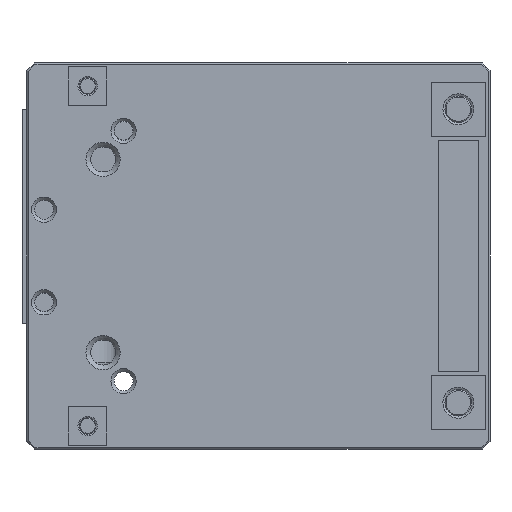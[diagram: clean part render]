
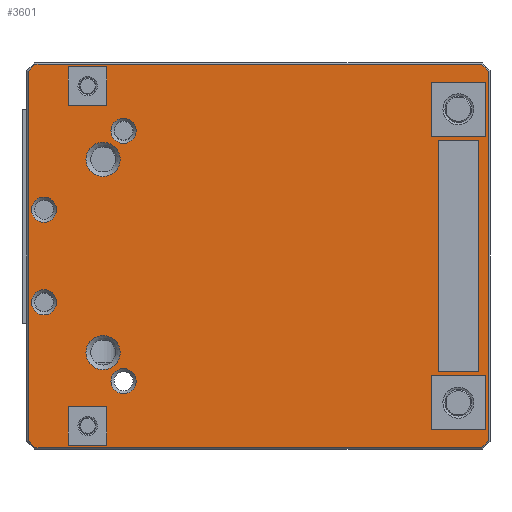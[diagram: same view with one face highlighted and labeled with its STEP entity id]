
A CAD part, left-side view. The second image highlights one B-rep face of the part: STEP entity #3601.
In plain terms, the highlighted planar face has unit normal (-1, 0, 0).
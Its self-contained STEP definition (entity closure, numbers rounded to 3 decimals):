
#259=LINE('',#5764,#487);
#263=LINE('',#5773,#491);
#264=LINE('',#5777,#492);
#268=LINE('',#5786,#496);
#272=LINE('',#5793,#500);
#299=LINE('',#5949,#527);
#303=LINE('',#5957,#531);
#306=LINE('',#5961,#534);
#307=LINE('',#5964,#535);
#309=LINE('',#5968,#537);
#311=LINE('',#5971,#539);
#312=LINE('',#5973,#540);
#487=VECTOR('',#4623,5.2);
#491=VECTOR('',#4629,5.2);
#492=VECTOR('',#4632,57.834);
#496=VECTOR('',#4638,57.834);
#500=VECTOR('',#4644,30.);
#527=VECTOR('',#4821,1.249);
#531=VECTOR('',#4827,1.249);
#534=VECTOR('',#4832,47.834);
#535=VECTOR('',#4835,1.249);
#537=VECTOR('',#4839,1.249);
#539=VECTOR('',#4843,47.834);
#540=VECTOR('',#4846,30.);
#694=PLANE('',#3953);
#818=FACE_BOUND('',#1375,.T.);
#819=FACE_BOUND('',#1376,.T.);
#820=FACE_BOUND('',#1377,.T.);
#821=FACE_BOUND('',#1378,.T.);
#822=FACE_BOUND('',#1379,.T.);
#823=FACE_BOUND('',#1380,.T.);
#824=FACE_BOUND('',#1381,.T.);
#825=FACE_BOUND('',#1382,.T.);
#826=FACE_BOUND('',#1383,.T.);
#827=FACE_BOUND('',#1384,.T.);
#828=FACE_BOUND('',#1385,.T.);
#1040=FACE_OUTER_BOUND('',#1374,.T.);
#1374=EDGE_LOOP('',(#2983,#2984,#2985,#2986,#2987,#2988,#2989,#2990));
#1375=EDGE_LOOP('',(#2991));
#1376=EDGE_LOOP('',(#2992));
#1377=EDGE_LOOP('',(#2993));
#1378=EDGE_LOOP('',(#2994));
#1379=EDGE_LOOP('',(#2995));
#1380=EDGE_LOOP('',(#2996));
#1381=EDGE_LOOP('',(#2997));
#1382=EDGE_LOOP('',(#2998));
#1383=EDGE_LOOP('',(#2999));
#1384=EDGE_LOOP('',(#3000));
#1385=EDGE_LOOP('',(#3001,#3002,#3003,#3004));
#1522=CIRCLE('',#3874,2.221);
#1526=CIRCLE('',#3883,2.221);
#1534=CIRCLE('',#3898,1.629);
#1535=CIRCLE('',#3900,1.629);
#1536=CIRCLE('',#3902,1.629);
#1537=CIRCLE('',#3904,1.629);
#1538=CIRCLE('',#3907,2.25);
#1539=CIRCLE('',#3909,2.25);
#1540=CIRCLE('',#3911,1.65);
#1542=CIRCLE('',#3915,1.65);
#1786=VERTEX_POINT('',#5758);
#1788=VERTEX_POINT('',#5762);
#1790=VERTEX_POINT('',#5767);
#1792=VERTEX_POINT('',#5771);
#1793=VERTEX_POINT('',#5775);
#1794=VERTEX_POINT('',#5776);
#1797=VERTEX_POINT('',#5784);
#1798=VERTEX_POINT('',#5785);
#1802=VERTEX_POINT('',#5798);
#1806=VERTEX_POINT('',#5811);
#1814=VERTEX_POINT('',#5834);
#1815=VERTEX_POINT('',#5837);
#1816=VERTEX_POINT('',#5840);
#1817=VERTEX_POINT('',#5843);
#1818=VERTEX_POINT('',#5848);
#1819=VERTEX_POINT('',#5851);
#1820=VERTEX_POINT('',#5854);
#1822=VERTEX_POINT('',#5860);
#1842=VERTEX_POINT('',#5948);
#1845=VERTEX_POINT('',#5956);
#1846=VERTEX_POINT('',#5963);
#1847=VERTEX_POINT('',#5967);
#2157=EDGE_CURVE('',#1786,#1788,#259,.T.);
#2161=EDGE_CURVE('',#1790,#1792,#263,.T.);
#2162=EDGE_CURVE('',#1793,#1794,#264,.T.);
#2166=EDGE_CURVE('',#1797,#1798,#268,.T.);
#2170=EDGE_CURVE('',#1786,#1792,#272,.T.);
#2173=EDGE_CURVE('',#1802,#1802,#1522,.T.);
#2177=EDGE_CURVE('',#1806,#1806,#1526,.T.);
#2185=EDGE_CURVE('',#1814,#1814,#1534,.T.);
#2186=EDGE_CURVE('',#1815,#1815,#1535,.T.);
#2187=EDGE_CURVE('',#1816,#1816,#1536,.T.);
#2188=EDGE_CURVE('',#1817,#1817,#1537,.T.);
#2190=EDGE_CURVE('',#1818,#1818,#1538,.T.);
#2191=EDGE_CURVE('',#1819,#1819,#1539,.T.);
#2192=EDGE_CURVE('',#1820,#1820,#1540,.T.);
#2194=EDGE_CURVE('',#1822,#1822,#1542,.T.);
#2232=EDGE_CURVE('',#1842,#1794,#299,.T.);
#2236=EDGE_CURVE('',#1797,#1845,#303,.T.);
#2239=EDGE_CURVE('',#1845,#1842,#306,.T.);
#2240=EDGE_CURVE('',#1793,#1846,#307,.T.);
#2242=EDGE_CURVE('',#1847,#1798,#309,.T.);
#2244=EDGE_CURVE('',#1846,#1847,#311,.T.);
#2245=EDGE_CURVE('',#1788,#1790,#312,.T.);
#2983=ORIENTED_EDGE('',*,*,#2162,.T.);
#2984=ORIENTED_EDGE('',*,*,#2232,.F.);
#2985=ORIENTED_EDGE('',*,*,#2239,.F.);
#2986=ORIENTED_EDGE('',*,*,#2236,.F.);
#2987=ORIENTED_EDGE('',*,*,#2166,.T.);
#2988=ORIENTED_EDGE('',*,*,#2242,.F.);
#2989=ORIENTED_EDGE('',*,*,#2244,.F.);
#2990=ORIENTED_EDGE('',*,*,#2240,.F.);
#2991=ORIENTED_EDGE('',*,*,#2191,.F.);
#2992=ORIENTED_EDGE('',*,*,#2173,.F.);
#2993=ORIENTED_EDGE('',*,*,#2185,.F.);
#2994=ORIENTED_EDGE('',*,*,#2187,.F.);
#2995=ORIENTED_EDGE('',*,*,#2192,.F.);
#2996=ORIENTED_EDGE('',*,*,#2194,.F.);
#2997=ORIENTED_EDGE('',*,*,#2188,.F.);
#2998=ORIENTED_EDGE('',*,*,#2186,.F.);
#2999=ORIENTED_EDGE('',*,*,#2177,.F.);
#3000=ORIENTED_EDGE('',*,*,#2190,.F.);
#3001=ORIENTED_EDGE('',*,*,#2157,.T.);
#3002=ORIENTED_EDGE('',*,*,#2245,.T.);
#3003=ORIENTED_EDGE('',*,*,#2161,.T.);
#3004=ORIENTED_EDGE('',*,*,#2170,.F.);
#3601=ADVANCED_FACE('',(#1040,#818,#819,#820,#821,#822,#823,#824,#825,#826,
#827,#828),#694,.F.);
#3874=AXIS2_PLACEMENT_3D('',#5799,#4650,#4651);
#3883=AXIS2_PLACEMENT_3D('',#5812,#4668,#4669);
#3898=AXIS2_PLACEMENT_3D('',#5835,#4698,#4699);
#3900=AXIS2_PLACEMENT_3D('',#5838,#4702,#4703);
#3902=AXIS2_PLACEMENT_3D('',#5841,#4706,#4707);
#3904=AXIS2_PLACEMENT_3D('',#5844,#4710,#4711);
#3907=AXIS2_PLACEMENT_3D('',#5849,#4717,#4718);
#3909=AXIS2_PLACEMENT_3D('',#5852,#4721,#4722);
#3911=AXIS2_PLACEMENT_3D('',#5855,#4725,#4726);
#3915=AXIS2_PLACEMENT_3D('',#5861,#4733,#4734);
#3953=AXIS2_PLACEMENT_3D('',#5974,#4847,#4848);
#4623=DIRECTION('',(0.,-1.,0.));
#4629=DIRECTION('',(0.,1.,0.));
#4632=DIRECTION('',(0.,1.,0.));
#4638=DIRECTION('',(0.,-1.,0.));
#4644=DIRECTION('',(0.,0.,-1.));
#4650=DIRECTION('center_axis',(-1.,0.,0.));
#4651=DIRECTION('ref_axis',(0.,0.,
-1.));
#4668=DIRECTION('center_axis',(-1.,0.,0.));
#4669=DIRECTION('ref_axis',(0.,0.,
-1.));
#4698=DIRECTION('center_axis',(-1.,0.,0.));
#4699=DIRECTION('ref_axis',(0.,0.,
-1.));
#4702=DIRECTION('center_axis',(-1.,0.,0.));
#4703=DIRECTION('ref_axis',(0.,0.,
-1.));
#4706=DIRECTION('center_axis',(-1.,0.,0.));
#4707=DIRECTION('ref_axis',(0.,0.,
-1.));
#4710=DIRECTION('center_axis',(-1.,0.,0.));
#4711=DIRECTION('ref_axis',(0.,0.,
-1.));
#4717=DIRECTION('center_axis',(-1.,0.,0.));
#4718=DIRECTION('ref_axis',(0.,0.,
-1.));
#4721=DIRECTION('center_axis',(-1.,0.,0.));
#4722=DIRECTION('ref_axis',(0.,0.,
-1.));
#4725=DIRECTION('center_axis',(-1.,0.,0.));
#4726=DIRECTION('ref_axis',(0.,0.,
-1.));
#4733=DIRECTION('center_axis',(-1.,0.,0.));
#4734=DIRECTION('ref_axis',(0.,0.,
-1.));
#4821=DIRECTION('',(0.,-0.707,0.707));
#4827=DIRECTION('',(0.,0.707,0.707));
#4832=DIRECTION('',(0.,0.,1.));
#4835=DIRECTION('',(0.,-0.707,-0.707));
#4839=DIRECTION('',(0.,0.707,-0.707));
#4843=DIRECTION('',(0.,0.,-1.));
#4846=DIRECTION('',(0.,0.,-1.));
#4847=DIRECTION('center_axis',(1.,0.,0.));
#4848=DIRECTION('ref_axis',(0.,0.,-1.));
#5758=CARTESIAN_POINT('',(72.5,-21.581,1117.884));
#5762=CARTESIAN_POINT('',(72.5,-26.781,1117.884));
#5764=CARTESIAN_POINT('',(72.5,-30.018,1117.884));
#5767=CARTESIAN_POINT('',(72.5,-26.781,1087.884));
#5771=CARTESIAN_POINT('',(72.5,-21.581,1087.884));
#5773=CARTESIAN_POINT('',(72.5,-21.31,1087.884));
#5775=CARTESIAN_POINT('',(72.5,-27.198,1127.684));
#5776=CARTESIAN_POINT('',(72.5,30.636,1127.684));
#5777=CARTESIAN_POINT('',(72.5,-24.931,1127.684));
#5784=CARTESIAN_POINT('',(72.5,30.636,1078.084));
#5785=CARTESIAN_POINT('',(72.5,-27.198,1078.084));
#5786=CARTESIAN_POINT('',(72.5,-33.068,1078.084));
#5793=CARTESIAN_POINT('',(72.5,-21.581,1127.884));
#5798=CARTESIAN_POINT('',(72.5,21.819,1117.605));
#5799=CARTESIAN_POINT('Origin',(72.5,21.819,1115.384));
#5811=CARTESIAN_POINT('',(72.5,21.819,1092.605));
#5812=CARTESIAN_POINT('Origin',(72.5,21.819,1090.384));
#5834=CARTESIAN_POINT('',(72.5,19.169,1120.714));
#5835=CARTESIAN_POINT('Origin',(72.5,19.169,1119.084));
#5837=CARTESIAN_POINT('',(72.5,29.469,1110.514));
#5838=CARTESIAN_POINT('Origin',(72.5,29.469,1108.884));
#5840=CARTESIAN_POINT('',(72.5,29.469,1098.514));
#5841=CARTESIAN_POINT('Origin',(72.5,29.469,1096.884));
#5843=CARTESIAN_POINT('',(72.5,19.169,1088.314));
#5844=CARTESIAN_POINT('Origin',(72.5,19.169,1086.684));
#5848=CARTESIAN_POINT('',(72.5,-24.181,1086.134));
#5849=CARTESIAN_POINT('Origin',(72.5,-24.181,1083.884));
#5851=CARTESIAN_POINT('',(72.5,-24.181,1124.134));
#5852=CARTESIAN_POINT('Origin',(72.5,-24.181,1121.884));
#5854=CARTESIAN_POINT('',(72.5,23.819,1126.534));
#5855=CARTESIAN_POINT('Origin',(72.5,23.819,1124.884));
#5860=CARTESIAN_POINT('',(72.5,23.819,1082.534));
#5861=CARTESIAN_POINT('Origin',(72.5,23.819,1080.884));
#5948=CARTESIAN_POINT('',(72.5,31.519,1126.802));
#5949=CARTESIAN_POINT('',(72.5,17.753,1140.568));
#5956=CARTESIAN_POINT('',(72.5,31.519,1078.967));
#5957=CARTESIAN_POINT('',(72.5,30.253,1077.701));
#5961=CARTESIAN_POINT('',(72.5,31.519,1102.884));
#5963=CARTESIAN_POINT('',(72.5,-28.081,1126.802));
#5964=CARTESIAN_POINT('',(72.5,-30.033,1124.849));
#5967=CARTESIAN_POINT('',(72.5,-28.081,1078.967));
#5968=CARTESIAN_POINT('',(72.5,-42.533,1093.419));
#5971=CARTESIAN_POINT('',(72.5,-28.081,1127.884));
#5973=CARTESIAN_POINT('',(72.5,-26.781,1127.884));
#5974=CARTESIAN_POINT('Origin',(72.5,-37.855,1127.884));
